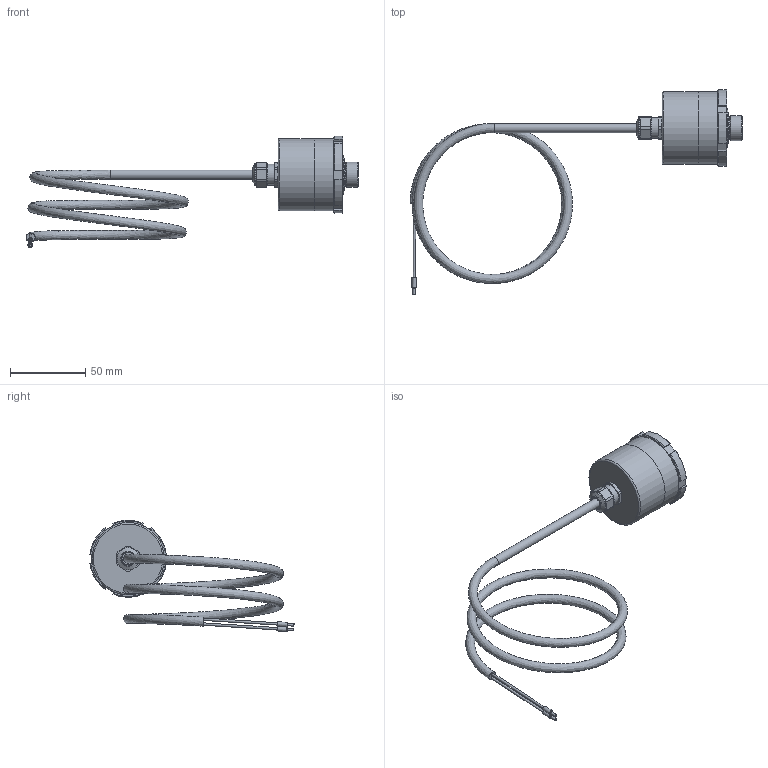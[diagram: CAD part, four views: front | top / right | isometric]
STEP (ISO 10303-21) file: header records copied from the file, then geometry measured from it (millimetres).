
FILE_DESCRIPTION(/* description */ (''),/* implementation_level */ '2;1');
FILE_NAME(/* name */ 'static_V2_Empty.stp',/* time_stamp */ '2019-03-14T12:24:22+01:00',/* author */ ('memmenegger'),/* organization */ (''),/* preprocessor_version */ 'ST-DEVELOPER v17.2',/* originating_system */ 'Autodesk Inventor 2019',/* authorisation */ '');
FILE_SCHEMA (('AUTOMOTIVE_DESIGN { 1 0 10303 214 3 1 1 }'));
Length unit declared in the file: millimetre
Products named in the file (15): static V2 Assembly_Leer; Diffusion Adapter V2; Sensorkopf V2; Haube V2; ISO 13337 - 3 x 10; DIN 128 - A3; ISO 4762  - M3 x 10; ISO 4762  - M3 x 20; Kabelverschraubung PG7; EMV Gegenmutter PG7; Seeger Ring Ø12; Filter Mesh; O-Ring Ø18x2; Kabel Dummy; Litze
Assembly tree (25 placements, depth 2):
  static V2 Assembly_Leer
    Diffusion Adapter V2
    Sensorkopf V2
    Haube V2
    ISO 13337 - 3 x 10  x2
    DIN 128 - A3  x6
    ISO 4762  - M3 x 10  x4
    ISO 4762  - M3 x 20  x2
    Kabelverschraubung PG7
    EMV Gegenmutter PG7
    Seeger Ring Ø12
    Filter Mesh
    O-Ring Ø18x2
    Kabel Dummy
    Litze  x2
Bounding box: 220.14 x 135.35 x 73.76 mm (x, y, z)
Volume: 53892.1 mm3; surface area: 43210.5 mm2
Topology: 25 solids, 26 shells, 408 faces, 1053 edges, 730 vertices
Faces by surface type: plane 183, cylinder 133, cone 58, torus 33, bspline 1
Full cylindrical faces by diameter (mm): 1.6 x4, 2.459 x2, 3 x8, 3.1 x2, 3.2 x6, 5.5 x6, 6 x2, 6.5 x6, 7.5 x2, 8.2 x1, 10 x1, 11.1 x2, 11.89 x1, 12 x3, 12.4 x1, 12.5 x1, 12.7 x1, 13.794 x1, 14.8 x2, 15 x1, 16.662 x1, 16.9 x1, 22.1 x1, 26.1 x1, 45 x2, 46 x2, 48 x2
Entity records: 10307 total; most frequent: CARTESIAN_POINT 2344, DIRECTION 1681, ORIENTED_EDGE 1454, EDGE_CURVE 727, AXIS2_PLACEMENT_3D 703, VERTEX_POINT 508, CIRCLE 377, EDGE_LOOP 341
